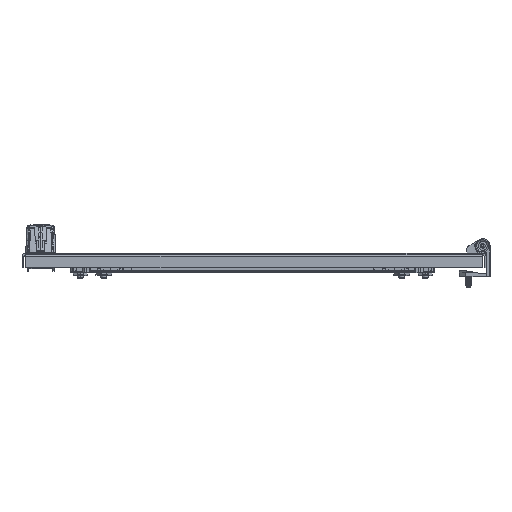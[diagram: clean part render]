
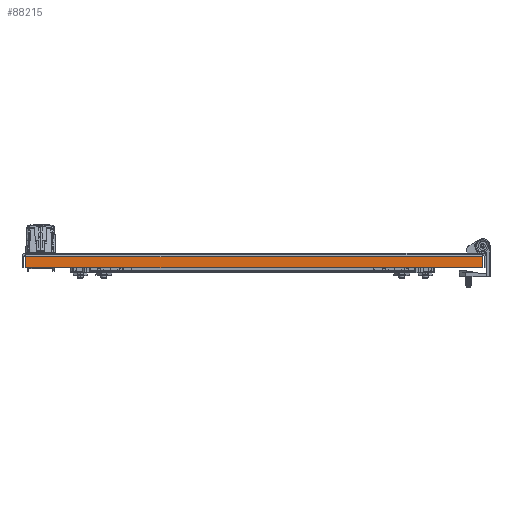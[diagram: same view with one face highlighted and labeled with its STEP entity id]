
A CAD part, front view. The second image highlights one B-rep face of the part: STEP entity #88215.
In plain terms, the highlighted planar face has unit normal (0, -1, 0).
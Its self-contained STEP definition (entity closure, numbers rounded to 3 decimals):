
#2102 = EDGE_LOOP ( 'NONE', ( #89922, #17233, #17615, #6415 ) ) ;
#6415 = ORIENTED_EDGE ( 'NONE', *, *, #26159, .F. ) ;
#13230 = LINE ( 'NONE', #90003, #39486 ) ;
#17233 = ORIENTED_EDGE ( 'NONE', *, *, #68016, .F. ) ;
#17615 = ORIENTED_EDGE ( 'NONE', *, *, #53025, .F. ) ;
#20065 = CARTESIAN_POINT ( 'NONE',  ( 0., -1095., 0. ) ) ;
#21272 = LINE ( 'NONE', #89321, #44864 ) ;
#22688 = DIRECTION ( 'NONE',  ( 0., 0., 1. ) ) ;
#25325 = LINE ( 'NONE', #52709, #56168 ) ;
#26159 = EDGE_CURVE ( 'NONE', #60121, #46145, #25325, .T. ) ;
#31746 = DIRECTION ( 'NONE',  ( -1., 0., 0. ) ) ;
#37652 = CARTESIAN_POINT ( 'NONE',  ( -243., -1095., -4. ) ) ;
#39315 = DIRECTION ( 'NONE',  ( 0., 0., 1. ) ) ;
#39486 = VECTOR ( 'NONE', #63521, 1000. ) ;
#44864 = VECTOR ( 'NONE', #56450, 1000. ) ;
#46145 = VERTEX_POINT ( 'NONE', #54639 ) ;
#52709 = CARTESIAN_POINT ( 'NONE',  ( 245., -1095., -15.8 ) ) ;
#53025 = EDGE_CURVE ( 'NONE', #46145, #78926, #21272, .T. ) ;
#54351 = DIRECTION ( 'NONE',  ( 0., 1., 0. ) ) ;
#54639 = CARTESIAN_POINT ( 'NONE',  ( -243., -1095., -15.8 ) ) ;
#56168 = VECTOR ( 'NONE', #31746, 1000. ) ;
#56450 = DIRECTION ( 'NONE',  ( 0., 0., 1. ) ) ;
#59191 = LINE ( 'NONE', #86139, #88070 ) ;
#60121 = VERTEX_POINT ( 'NONE', #73624 ) ;
#63521 = DIRECTION ( 'NONE',  ( 1., 0., 0. ) ) ;
#63801 = EDGE_CURVE ( 'NONE', #60121, #75772, #59191, .T. ) ;
#68016 = EDGE_CURVE ( 'NONE', #78926, #75772, #13230, .T. ) ;
#68914 = FACE_OUTER_BOUND ( 'NONE', #2102, .T. ) ;
#70706 = CARTESIAN_POINT ( 'NONE',  ( 243., -1095., -4. ) ) ;
#73624 = CARTESIAN_POINT ( 'NONE',  ( 243., -1095., -15.8 ) ) ;
#75772 = VERTEX_POINT ( 'NONE', #70706 ) ;
#78926 = VERTEX_POINT ( 'NONE', #37652 ) ;
#83935 = AXIS2_PLACEMENT_3D ( 'NONE', #20065, #54351, #39315 ) ;
#86139 = CARTESIAN_POINT ( 'NONE',  ( 243., -1095., 0. ) ) ;
#88070 = VECTOR ( 'NONE', #22688, 1000. ) ;
#88215 = ADVANCED_FACE ( 'NONE', ( #68914 ), #89945, .F. ) ;
#89321 = CARTESIAN_POINT ( 'NONE',  ( -243., -1095., 0. ) ) ;
#89922 = ORIENTED_EDGE ( 'NONE', *, *, #63801, .T. ) ;
#89945 = PLANE ( 'NONE',  #83935 ) ;
#90003 = CARTESIAN_POINT ( 'NONE',  ( 0., -1095., -4. ) ) ;
